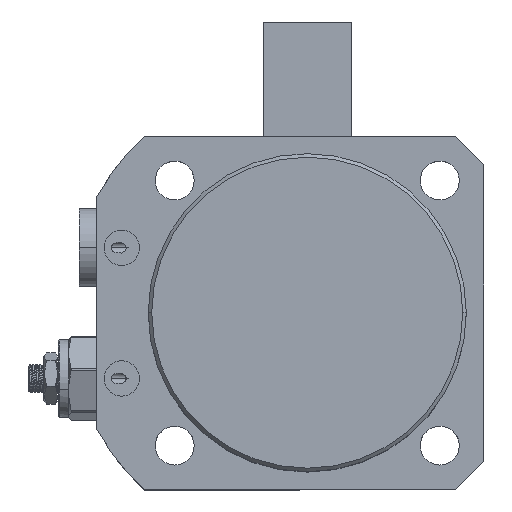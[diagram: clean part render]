
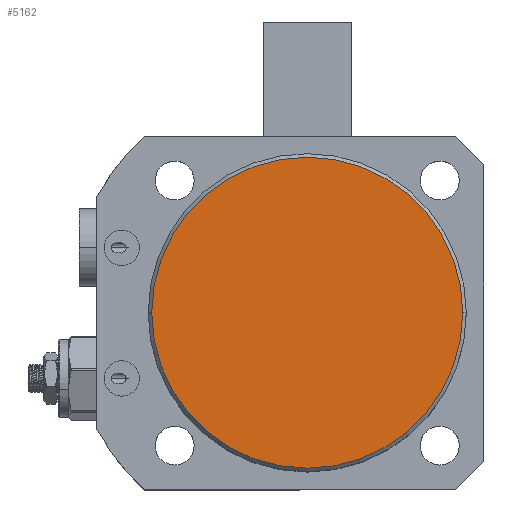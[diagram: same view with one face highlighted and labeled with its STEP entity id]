
A CAD part, top view. The second image highlights one B-rep face of the part: STEP entity #5162.
In plain terms, the highlighted planar face has unit normal (0, 0, 1).
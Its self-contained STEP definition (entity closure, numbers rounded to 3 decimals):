
#53 = AXIS2_PLACEMENT_3D ( 'NONE', #9281, #9200, #9182 ) ;
#1751 = DIRECTION ( 'NONE',  ( 1., 0., 0. ) ) ;
#1801 = DIRECTION ( 'NONE',  ( 0., 0., 1. ) ) ;
#1843 = CARTESIAN_POINT ( 'NONE',  ( 0., 0., 81. ) ) ;
#2108 = EDGE_CURVE ( 'NONE', #2194, #10527, #14219, .T. ) ;
#2194 = VERTEX_POINT ( 'NONE', #14173 ) ;
#2609 = ORIENTED_EDGE ( 'NONE', *, *, #2108, .T. ) ;
#2900 = EDGE_LOOP ( 'NONE', ( #2609, #13362 ) ) ;
#5162 = ADVANCED_FACE ( 'NONE', ( #7996 ), #9247, .T. ) ;
#5906 = DIRECTION ( 'NONE',  ( 1., 0., 0. ) ) ;
#5915 = DIRECTION ( 'NONE',  ( 0., 0., 1. ) ) ;
#5935 = CARTESIAN_POINT ( 'NONE',  ( 0., 0., 81. ) ) ;
#7091 = CARTESIAN_POINT ( 'NONE',  ( 44., 0., 81. ) ) ;
#7912 = EDGE_CURVE ( 'NONE', #10527, #2194, #11652, .T. ) ;
#7996 = FACE_OUTER_BOUND ( 'NONE', #2900, .T. ) ;
#8123 = AXIS2_PLACEMENT_3D ( 'NONE', #5935, #5915, #5906 ) ;
#9182 = DIRECTION ( 'NONE',  ( 1., 0., 0. ) ) ;
#9200 = DIRECTION ( 'NONE',  ( 0., 0., 1. ) ) ;
#9247 = PLANE ( 'NONE',  #53 ) ;
#9281 = CARTESIAN_POINT ( 'NONE',  ( 0., 0., 81. ) ) ;
#10527 = VERTEX_POINT ( 'NONE', #7091 ) ;
#11652 = CIRCLE ( 'NONE', #8123, 44. ) ;
#12125 = AXIS2_PLACEMENT_3D ( 'NONE', #1843, #1801, #1751 ) ;
#13362 = ORIENTED_EDGE ( 'NONE', *, *, #7912, .T. ) ;
#14173 = CARTESIAN_POINT ( 'NONE',  ( -44., 0., 81. ) ) ;
#14219 = CIRCLE ( 'NONE', #12125, 44. ) ;
